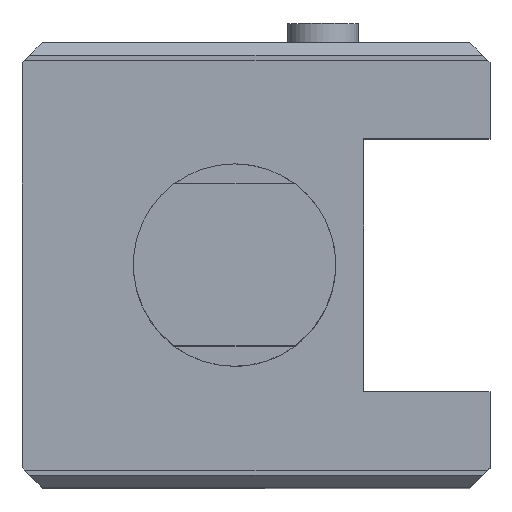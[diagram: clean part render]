
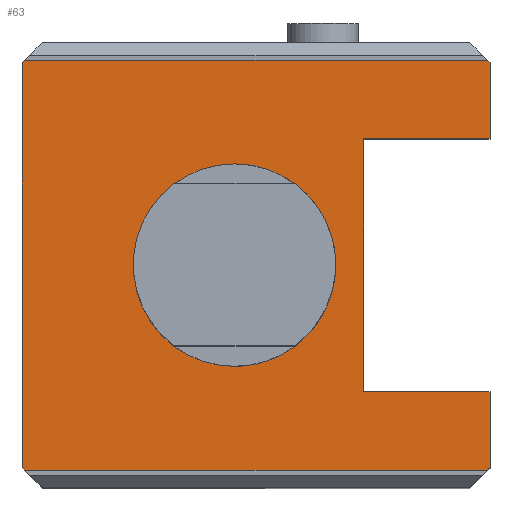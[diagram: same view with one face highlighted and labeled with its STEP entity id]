
A CAD part, top view. The second image highlights one B-rep face of the part: STEP entity #63.
In plain terms, the highlighted planar face has unit normal (0, 0, 1).
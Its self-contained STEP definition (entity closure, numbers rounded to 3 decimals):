
#63=ADVANCED_FACE('',(#125),#95,.T.);
#95=PLANE('',#636);
#125=FACE_OUTER_BOUND('',#154,.T.);
#154=EDGE_LOOP('',(#189,#190,#191,#192,#193,#194,#195,#196,#197,#198,#199,
#200));
#189=ORIENTED_EDGE('',*,*,#398,.T.);
#190=ORIENTED_EDGE('',*,*,#399,.T.);
#191=ORIENTED_EDGE('',*,*,#400,.T.);
#192=ORIENTED_EDGE('',*,*,#401,.T.);
#193=ORIENTED_EDGE('',*,*,#402,.T.);
#194=ORIENTED_EDGE('',*,*,#403,.T.);
#195=ORIENTED_EDGE('',*,*,#404,.T.);
#196=ORIENTED_EDGE('',*,*,#405,.T.);
#197=ORIENTED_EDGE('',*,*,#406,.F.);
#198=ORIENTED_EDGE('',*,*,#407,.T.);
#199=ORIENTED_EDGE('',*,*,#408,.T.);
#200=ORIENTED_EDGE('',*,*,#409,.T.);
#345=VERTEX_POINT('',#832);
#346=VERTEX_POINT('',#833);
#347=VERTEX_POINT('',#835);
#348=VERTEX_POINT('',#837);
#349=VERTEX_POINT('',#839);
#350=VERTEX_POINT('',#841);
#351=VERTEX_POINT('',#843);
#352=VERTEX_POINT('',#845);
#353=VERTEX_POINT('',#847);
#354=VERTEX_POINT('',#849);
#355=VERTEX_POINT('',#851);
#356=VERTEX_POINT('',#853);
#398=EDGE_CURVE('',#345,#346,#476,.T.);
#399=EDGE_CURVE('',#346,#347,#477,.T.);
#400=EDGE_CURVE('',#347,#348,#478,.T.);
#401=EDGE_CURVE('',#348,#349,#479,.T.);
#402=EDGE_CURVE('',#349,#350,#480,.T.);
#403=EDGE_CURVE('',#350,#351,#481,.T.);
#404=EDGE_CURVE('',#351,#352,#482,.T.);
#405=EDGE_CURVE('',#352,#353,#483,.T.);
#406=EDGE_CURVE('',#354,#353,#484,.T.);
#407=EDGE_CURVE('',#354,#355,#485,.T.);
#408=EDGE_CURVE('',#355,#356,#486,.T.);
#409=EDGE_CURVE('',#356,#345,#487,.T.);
#476=LINE('',#831,#547);
#477=LINE('',#834,#548);
#478=LINE('',#836,#549);
#479=LINE('',#838,#550);
#480=LINE('',#840,#551);
#481=LINE('',#842,#552);
#482=LINE('',#844,#553);
#483=LINE('',#846,#554);
#484=LINE('',#848,#555);
#485=LINE('',#850,#556);
#486=LINE('',#852,#557);
#487=LINE('',#854,#558);
#547=VECTOR('',#679,1.);
#548=VECTOR('',#680,1.);
#549=VECTOR('',#681,1.);
#550=VECTOR('',#682,1.);
#551=VECTOR('',#683,1.);
#552=VECTOR('',#684,1.);
#553=VECTOR('',#685,1.);
#554=VECTOR('',#686,1.);
#555=VECTOR('',#687,1.);
#556=VECTOR('',#688,1.);
#557=VECTOR('',#689,1.);
#558=VECTOR('',#690,1.);
#636=AXIS2_PLACEMENT_3D('',#855,#691,#692);
#679=DIRECTION('',(1.,0.,0.));
#680=DIRECTION('',(0.707,0.707,0.));
#681=DIRECTION('',(0.,1.,0.));
#682=DIRECTION('',(-1.,0.,0.));
#683=DIRECTION('',(0.,1.,0.));
#684=DIRECTION('',(1.,0.,0.));
#685=DIRECTION('',(0.,1.,0.));
#686=DIRECTION('',(-0.707,0.707,0.));
#687=DIRECTION('',(1.,0.,0.));
#688=DIRECTION('',(-0.707,-0.707,0.));
#689=DIRECTION('',(0.,-1.,0.));
#690=DIRECTION('',(0.707,-0.707,0.));
#691=DIRECTION('',(0.,0.,1.));
#692=DIRECTION('',(1.,0.,0.));
#831=CARTESIAN_POINT('',(-155.62,-40.5,0.));
#832=CARTESIAN_POINT('',(-41.5,-40.5,0.));
#833=CARTESIAN_POINT('',(50.,-40.5,0.));
#834=CARTESIAN_POINT('',(46.5,-44.,0.));
#835=CARTESIAN_POINT('',(50.5,-40.,0.));
#836=CARTESIAN_POINT('',(50.5,-25.,0.));
#837=CARTESIAN_POINT('',(50.5,-25.,0.));
#838=CARTESIAN_POINT('',(25.5,-25.,0.));
#839=CARTESIAN_POINT('',(25.5,-25.,0.));
#840=CARTESIAN_POINT('',(25.5,25.,0.));
#841=CARTESIAN_POINT('',(25.5,25.,0.));
#842=CARTESIAN_POINT('',(50.5,25.,0.));
#843=CARTESIAN_POINT('',(50.5,25.,0.));
#844=CARTESIAN_POINT('',(50.5,40.,0.));
#845=CARTESIAN_POINT('',(50.5,40.,0.));
#846=CARTESIAN_POINT('',(50.5,40.,0.));
#847=CARTESIAN_POINT('',(50.,40.5,0.));
#848=CARTESIAN_POINT('',(0.,40.5,0.));
#849=CARTESIAN_POINT('',(-41.5,40.5,0.));
#850=CARTESIAN_POINT('',(-38.,44.,0.));
#851=CARTESIAN_POINT('',(-42.,40.,0.));
#852=CARTESIAN_POINT('',(-42.,-40.,0.));
#853=CARTESIAN_POINT('',(-42.,-40.,0.));
#854=CARTESIAN_POINT('',(-42.,-40.,0.));
#855=CARTESIAN_POINT('',(0.,0.,0.));
